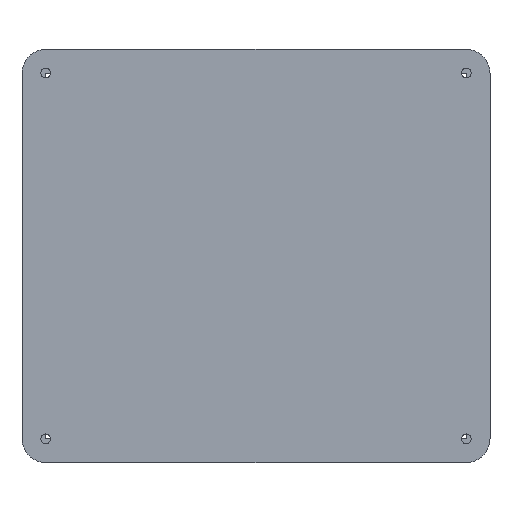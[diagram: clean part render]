
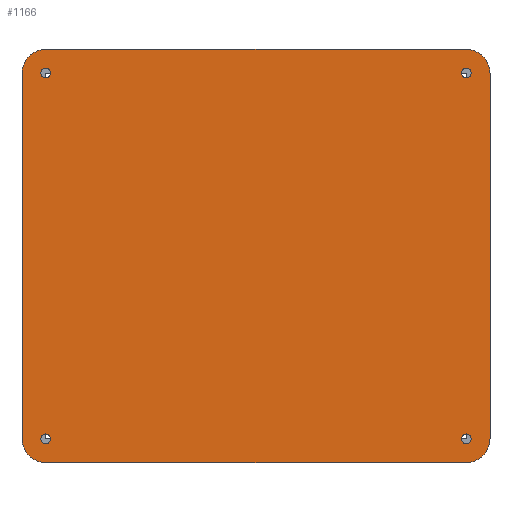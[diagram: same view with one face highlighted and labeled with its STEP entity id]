
A CAD part, top view. The second image highlights one B-rep face of the part: STEP entity #1166.
In plain terms, the highlighted planar face has unit normal (0, 0, 1).
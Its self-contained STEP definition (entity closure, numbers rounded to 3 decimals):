
#15 = CARTESIAN_POINT ( 'NONE',  ( -57.451, 53.02, 8. ) ) ;
#44 = CARTESIAN_POINT ( 'NONE',  ( -59.501, 43.02, 8. ) ) ;
#79 = ORIENTED_EDGE ( 'NONE', *, *, #3105, .T. ) ;
#107 = VERTEX_POINT ( 'NONE', #272 ) ;
#154 = CARTESIAN_POINT ( 'NONE',  ( 120.106, -121.374, 8. ) ) ;
#177 = CIRCLE ( 'NONE', #1226, 10. ) ;
#178 = LINE ( 'NONE', #1911, #2657 ) ;
#185 = CARTESIAN_POINT ( 'NONE',  ( 130.106, 43.02, 8. ) ) ;
#217 = DIRECTION ( 'NONE',  ( 1., 0., 0. ) ) ;
#218 = EDGE_CURVE ( 'NONE', #107, #3181, #1881, .T. ) ;
#224 = ORIENTED_EDGE ( 'NONE', *, *, #1106, .F. ) ;
#243 = VERTEX_POINT ( 'NONE', #1982 ) ;
#250 = CARTESIAN_POINT ( 'NONE',  ( 118.056, 43.02, 8. ) ) ;
#252 = EDGE_CURVE ( 'NONE', #4762, #2025, #178, .T. ) ;
#272 = CARTESIAN_POINT ( 'NONE',  ( 120.106, 53.02, 8. ) ) ;
#328 = CARTESIAN_POINT ( 'NONE',  ( -67.451, -111.374, 8. ) ) ;
#333 = EDGE_CURVE ( 'NONE', #1547, #2629, #3655, .T. ) ;
#399 = CARTESIAN_POINT ( 'NONE',  ( -57.451, 43.02, 8. ) ) ;
#480 = ORIENTED_EDGE ( 'NONE', *, *, #333, .F. ) ;
#504 = CARTESIAN_POINT ( 'NONE',  ( -57.451, 43.02, 8. ) ) ;
#556 = EDGE_CURVE ( 'NONE', #2751, #758, #4370, .T. ) ;
#576 = DIRECTION ( 'NONE',  ( 0., 0., 1. ) ) ;
#594 = VECTOR ( 'NONE', #880, 1000. ) ;
#608 = CARTESIAN_POINT ( 'NONE',  ( -59.501, -111.374, 8. ) ) ;
#652 = ORIENTED_EDGE ( 'NONE', *, *, #1014, .F. ) ;
#681 = CIRCLE ( 'NONE', #3672, 2.05 ) ;
#758 = VERTEX_POINT ( 'NONE', #2459 ) ;
#759 = CIRCLE ( 'NONE', #2908, 10. ) ;
#777 = VERTEX_POINT ( 'NONE', #2888 ) ;
#786 = DIRECTION ( 'NONE',  ( 1., 0., 0. ) ) ;
#804 = DIRECTION ( 'NONE',  ( 0., 0., 1. ) ) ;
#855 = DIRECTION ( 'NONE',  ( 1., 0., 0. ) ) ;
#880 = DIRECTION ( 'NONE',  ( -1., 0., 0. ) ) ;
#934 = DIRECTION ( 'NONE',  ( 1., 0., 0. ) ) ;
#947 = ORIENTED_EDGE ( 'NONE', *, *, #1651, .T. ) ;
#963 = CIRCLE ( 'NONE', #2664, 2.05 ) ;
#1014 = EDGE_CURVE ( 'NONE', #777, #1572, #1726, .T. ) ;
#1019 = CARTESIAN_POINT ( 'NONE',  ( -67.451, -121.374, 8. ) ) ;
#1071 = CARTESIAN_POINT ( 'NONE',  ( -67.451, 53.02, 8. ) ) ;
#1077 = ORIENTED_EDGE ( 'NONE', *, *, #2050, .T. ) ;
#1106 = EDGE_CURVE ( 'NONE', #758, #2751, #4162, .T. ) ;
#1128 = AXIS2_PLACEMENT_3D ( 'NONE', #1758, #3566, #2457 ) ;
#1149 = ORIENTED_EDGE ( 'NONE', *, *, #3684, .T. ) ;
#1166 = ADVANCED_FACE ( 'NONE', ( #3490, #2414, #1616, #3894, #4213 ), #1243, .T. ) ;
#1209 = ORIENTED_EDGE ( 'NONE', *, *, #556, .F. ) ;
#1219 = ORIENTED_EDGE ( 'NONE', *, *, #218, .T. ) ;
#1226 = AXIS2_PLACEMENT_3D ( 'NONE', #2731, #3882, #3503 ) ;
#1243 = PLANE ( 'NONE',  #1648 ) ;
#1265 = EDGE_CURVE ( 'NONE', #1572, #777, #1428, .T. ) ;
#1267 = DIRECTION ( 'NONE',  ( 0., 0., 1. ) ) ;
#1272 = AXIS2_PLACEMENT_3D ( 'NONE', #3505, #2027, #217 ) ;
#1278 = ORIENTED_EDGE ( 'NONE', *, *, #1283, .F. ) ;
#1283 = EDGE_CURVE ( 'NONE', #2629, #1547, #681, .T. ) ;
#1327 = ORIENTED_EDGE ( 'NONE', *, *, #252, .T. ) ;
#1332 = DIRECTION ( 'NONE',  ( 1., 0., 0. ) ) ;
#1341 = AXIS2_PLACEMENT_3D ( 'NONE', #2341, #4108, #786 ) ;
#1351 = AXIS2_PLACEMENT_3D ( 'NONE', #2037, #576, #4665 ) ;
#1354 = ORIENTED_EDGE ( 'NONE', *, *, #3508, .F. ) ;
#1355 = DIRECTION ( 'NONE',  ( 1., 0., 0. ) ) ;
#1370 = CARTESIAN_POINT ( 'NONE',  ( 120.106, 43.02, 8. ) ) ;
#1428 = CIRCLE ( 'NONE', #1727, 2.05 ) ;
#1479 = EDGE_LOOP ( 'NONE', ( #4431, #652 ) ) ;
#1547 = VERTEX_POINT ( 'NONE', #3968 ) ;
#1551 = VECTOR ( 'NONE', #2581, 1000. ) ;
#1572 = VERTEX_POINT ( 'NONE', #4335 ) ;
#1583 = CARTESIAN_POINT ( 'NONE',  ( 130.106, 53.02, 8. ) ) ;
#1616 = FACE_BOUND ( 'NONE', #4234, .T. ) ;
#1637 = DIRECTION ( 'NONE',  ( 1., 0., 0. ) ) ;
#1648 = AXIS2_PLACEMENT_3D ( 'NONE', #3112, #2365, #1637 ) ;
#1651 = EDGE_CURVE ( 'NONE', #243, #4358, #4711, .T. ) ;
#1726 = CIRCLE ( 'NONE', #4467, 2.05 ) ;
#1727 = AXIS2_PLACEMENT_3D ( 'NONE', #3088, #2713, #3801 ) ;
#1737 = EDGE_LOOP ( 'NONE', ( #947, #1077, #1327, #4099, #1219, #1761, #79, #1149 ) ) ;
#1758 = CARTESIAN_POINT ( 'NONE',  ( -57.451, 43.02, 8. ) ) ;
#1761 = ORIENTED_EDGE ( 'NONE', *, *, #2185, .T. ) ;
#1767 = DIRECTION ( 'NONE',  ( 1., 0., 0. ) ) ;
#1827 = VERTEX_POINT ( 'NONE', #2017 ) ;
#1881 = LINE ( 'NONE', #1583, #594 ) ;
#1911 = CARTESIAN_POINT ( 'NONE',  ( 130.106, -121.374, 8. ) ) ;
#1982 = CARTESIAN_POINT ( 'NONE',  ( -57.451, -121.374, 8. ) ) ;
#2017 = CARTESIAN_POINT ( 'NONE',  ( 122.156, 43.02, 8. ) ) ;
#2025 = VERTEX_POINT ( 'NONE', #185 ) ;
#2027 = DIRECTION ( 'NONE',  ( 0., 0., 1. ) ) ;
#2037 = CARTESIAN_POINT ( 'NONE',  ( -57.451, -111.374, 8. ) ) ;
#2050 = EDGE_CURVE ( 'NONE', #4358, #4762, #759, .T. ) ;
#2112 = CIRCLE ( 'NONE', #1272, 10. ) ;
#2185 = EDGE_CURVE ( 'NONE', #3181, #3922, #4480, .T. ) ;
#2341 = CARTESIAN_POINT ( 'NONE',  ( -57.451, -111.374, 8. ) ) ;
#2365 = DIRECTION ( 'NONE',  ( 0., 0., 1. ) ) ;
#2367 = CIRCLE ( 'NONE', #4006, 2.05 ) ;
#2414 = FACE_BOUND ( 'NONE', #1479, .T. ) ;
#2439 = CARTESIAN_POINT ( 'NONE',  ( -67.451, 43.02, 8. ) ) ;
#2457 = DIRECTION ( 'NONE',  ( 1., 0., 0. ) ) ;
#2459 = CARTESIAN_POINT ( 'NONE',  ( -55.401, -111.374, 8. ) ) ;
#2581 = DIRECTION ( 'NONE',  ( 0., -1., 0. ) ) ;
#2629 = VERTEX_POINT ( 'NONE', #44 ) ;
#2657 = VECTOR ( 'NONE', #3396, 1000. ) ;
#2664 = AXIS2_PLACEMENT_3D ( 'NONE', #4373, #2873, #1355 ) ;
#2713 = DIRECTION ( 'NONE',  ( 0., 0., 1. ) ) ;
#2731 = CARTESIAN_POINT ( 'NONE',  ( 120.106, 43.02, 8. ) ) ;
#2732 = EDGE_CURVE ( 'NONE', #2025, #107, #177, .T. ) ;
#2743 = EDGE_LOOP ( 'NONE', ( #1354, #4491 ) ) ;
#2751 = VERTEX_POINT ( 'NONE', #608 ) ;
#2873 = DIRECTION ( 'NONE',  ( 0., 0., 1. ) ) ;
#2888 = CARTESIAN_POINT ( 'NONE',  ( 118.056, -111.374, 8. ) ) ;
#2902 = DIRECTION ( 'NONE',  ( 0., 0., 1. ) ) ;
#2908 = AXIS2_PLACEMENT_3D ( 'NONE', #3138, #1267, #934 ) ;
#3088 = CARTESIAN_POINT ( 'NONE',  ( 120.106, -111.374, 8. ) ) ;
#3105 = EDGE_CURVE ( 'NONE', #3922, #4040, #3642, .T. ) ;
#3112 = CARTESIAN_POINT ( 'NONE',  ( 0., 0., 8. ) ) ;
#3138 = CARTESIAN_POINT ( 'NONE',  ( 120.106, -111.374, 8. ) ) ;
#3181 = VERTEX_POINT ( 'NONE', #15 ) ;
#3203 = EDGE_LOOP ( 'NONE', ( #480, #1278 ) ) ;
#3396 = DIRECTION ( 'NONE',  ( 0., 1., 0. ) ) ;
#3416 = VERTEX_POINT ( 'NONE', #250 ) ;
#3439 = DIRECTION ( 'NONE',  ( 1., 0., 0. ) ) ;
#3490 = FACE_BOUND ( 'NONE', #3203, .T. ) ;
#3503 = DIRECTION ( 'NONE',  ( 1., 0., 0. ) ) ;
#3505 = CARTESIAN_POINT ( 'NONE',  ( -57.451, -111.374, 8. ) ) ;
#3508 = EDGE_CURVE ( 'NONE', #1827, #3416, #963, .T. ) ;
#3566 = DIRECTION ( 'NONE',  ( 0., 0., 1. ) ) ;
#3642 = LINE ( 'NONE', #1071, #1551 ) ;
#3652 = DIRECTION ( 'NONE',  ( 1., 0., 0. ) ) ;
#3655 = CIRCLE ( 'NONE', #4292, 2.05 ) ;
#3672 = AXIS2_PLACEMENT_3D ( 'NONE', #504, #3884, #3439 ) ;
#3684 = EDGE_CURVE ( 'NONE', #4040, #243, #2112, .T. ) ;
#3801 = DIRECTION ( 'NONE',  ( 1., 0., 0. ) ) ;
#3882 = DIRECTION ( 'NONE',  ( 0., 0., 1. ) ) ;
#3884 = DIRECTION ( 'NONE',  ( 0., 0., 1. ) ) ;
#3894 = FACE_BOUND ( 'NONE', #2743, .T. ) ;
#3922 = VERTEX_POINT ( 'NONE', #2439 ) ;
#3968 = CARTESIAN_POINT ( 'NONE',  ( -55.401, 43.02, 8. ) ) ;
#4006 = AXIS2_PLACEMENT_3D ( 'NONE', #1370, #4343, #1767 ) ;
#4039 = CARTESIAN_POINT ( 'NONE',  ( 130.106, -111.374, 8. ) ) ;
#4040 = VERTEX_POINT ( 'NONE', #328 ) ;
#4043 = EDGE_CURVE ( 'NONE', #3416, #1827, #2367, .T. ) ;
#4099 = ORIENTED_EDGE ( 'NONE', *, *, #2732, .T. ) ;
#4108 = DIRECTION ( 'NONE',  ( 0., 0., 1. ) ) ;
#4162 = CIRCLE ( 'NONE', #1351, 2.05 ) ;
#4213 = FACE_OUTER_BOUND ( 'NONE', #1737, .T. ) ;
#4234 = EDGE_LOOP ( 'NONE', ( #224, #1209 ) ) ;
#4292 = AXIS2_PLACEMENT_3D ( 'NONE', #399, #2902, #3652 ) ;
#4335 = CARTESIAN_POINT ( 'NONE',  ( 122.156, -111.374, 8. ) ) ;
#4343 = DIRECTION ( 'NONE',  ( 0., 0., 1. ) ) ;
#4358 = VERTEX_POINT ( 'NONE', #154 ) ;
#4370 = CIRCLE ( 'NONE', #1341, 2.05 ) ;
#4373 = CARTESIAN_POINT ( 'NONE',  ( 120.106, 43.02, 8. ) ) ;
#4401 = VECTOR ( 'NONE', #1332, 1000. ) ;
#4431 = ORIENTED_EDGE ( 'NONE', *, *, #1265, .F. ) ;
#4439 = CARTESIAN_POINT ( 'NONE',  ( 120.106, -111.374, 8. ) ) ;
#4467 = AXIS2_PLACEMENT_3D ( 'NONE', #4439, #804, #855 ) ;
#4480 = CIRCLE ( 'NONE', #1128, 10. ) ;
#4491 = ORIENTED_EDGE ( 'NONE', *, *, #4043, .F. ) ;
#4665 = DIRECTION ( 'NONE',  ( 1., 0., 0. ) ) ;
#4711 = LINE ( 'NONE', #1019, #4401 ) ;
#4762 = VERTEX_POINT ( 'NONE', #4039 ) ;
